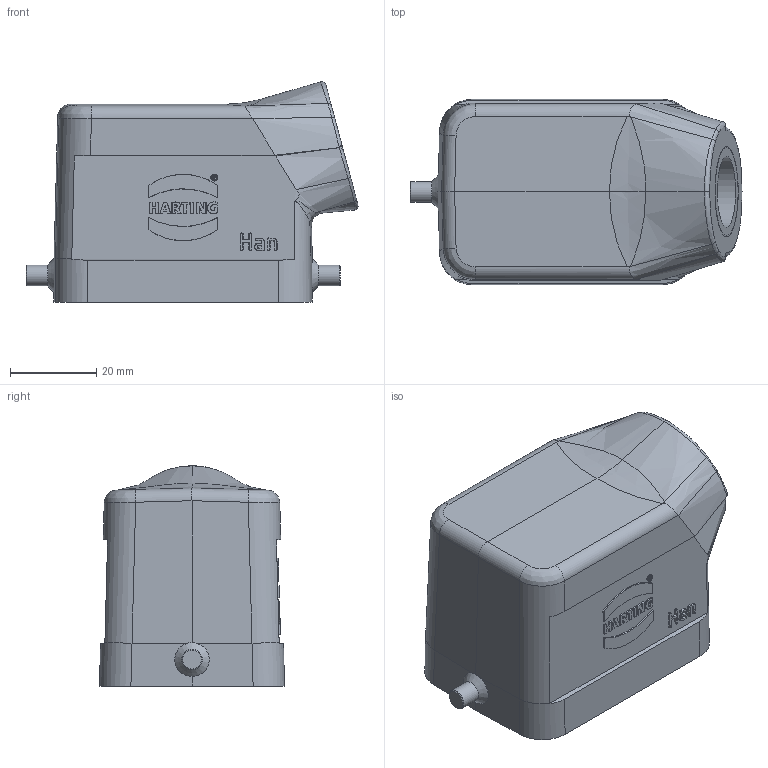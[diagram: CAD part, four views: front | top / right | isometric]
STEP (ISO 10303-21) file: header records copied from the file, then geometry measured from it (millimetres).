
FILE_DESCRIPTION((''),'2;1');
FILE_NAME('05300061561.stp','2020-07-07T13:58:57',('e.eickhoff'),(''),'Autodesk Inventor 2012','Autodesk Inventor 2012','');
FILE_SCHEMA(('AUTOMOTIVE_DESIGN { 1 0 10303 214 1 1 1 1 }'));
Length unit declared in the file: millimetre
Products named in the file (3): 05300061561; M16-PG13,5 Adapter
Assembly tree (2 placements, depth 2):
  05300061561
    05300061561
    M16-PG13,5 Adapter
Bounding box: 77.11 x 43 x 51.21 mm (x, y, z)
Volume: 40155.6 mm3; surface area: 23538.4 mm2
Topology: 2 solids, 2 shells, 270 faces, 676 edges, 432 vertices
Faces by surface type: plane 143, bspline 70, cylinder 47, cone 8, sphere 2
Full cylindrical faces by diameter (mm): 4.8 x2, 16.5 x1, 17 x1, 20.4 x1, 21 x1
Entity records: 10937 total; most frequent: CARTESIAN_POINT 4719, ORIENTED_EDGE 1310, DIRECTION 1117, EDGE_CURVE 655, VERTEX_POINT 427, VECTOR 385, LINE 385, AXIS2_PLACEMENT_3D 366
